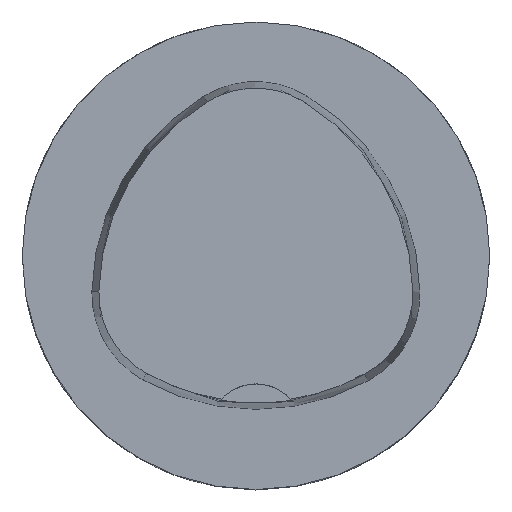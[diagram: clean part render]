
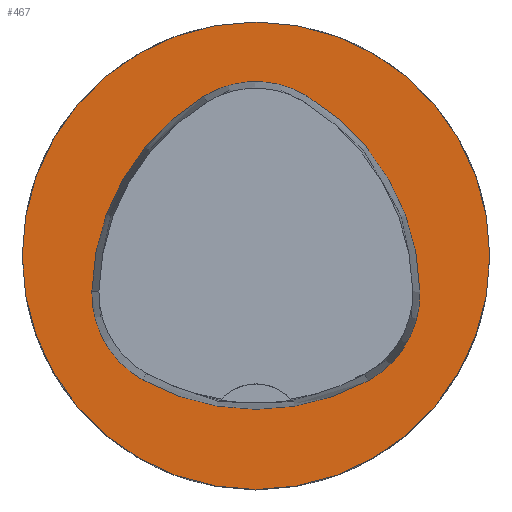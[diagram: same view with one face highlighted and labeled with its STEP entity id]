
A CAD part, top view. The second image highlights one B-rep face of the part: STEP entity #467.
In plain terms, the highlighted planar face has unit normal (0, 0, 1).
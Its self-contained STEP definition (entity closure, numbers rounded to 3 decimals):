
#467=ADVANCED_FACE('',(#1270,#1271),#823,.T.);
#823=PLANE('',#6662);
#1152=CIRCLE('',#6622,20.);
#1164=CIRCLE('',#6638,20.);
#1165=CIRCLE('',#6640,8.5);
#1166=CIRCLE('',#6642,20.);
#1167=CIRCLE('',#6644,8.5);
#1168=CIRCLE('',#6646,20.);
#1169=CIRCLE('',#6648,8.5);
#1270=FACE_BOUND('',#1404,.T.);
#1271=FACE_BOUND('',#1405,.T.);
#1404=EDGE_LOOP('',(#2284,#2285,#2286,#2287,#2288,#2289));
#1405=EDGE_LOOP('',(#2290));
#2284=ORIENTED_EDGE('',*,*,#4720,.T.);
#2285=ORIENTED_EDGE('',*,*,#4718,.T.);
#2286=ORIENTED_EDGE('',*,*,#4716,.T.);
#2287=ORIENTED_EDGE('',*,*,#4714,.T.);
#2288=ORIENTED_EDGE('',*,*,#4712,.T.);
#2289=ORIENTED_EDGE('',*,*,#4710,.T.);
#2290=ORIENTED_EDGE('',*,*,#4695,.F.);
#4066=VERTEX_POINT('',#9219);
#4078=VERTEX_POINT('',#9255);
#4079=VERTEX_POINT('',#9257);
#4080=VERTEX_POINT('',#9261);
#4081=VERTEX_POINT('',#9265);
#4082=VERTEX_POINT('',#9269);
#4083=VERTEX_POINT('',#9273);
#4695=EDGE_CURVE('',#4066,#4066,#1152,.T.);
#4710=EDGE_CURVE('',#4079,#4078,#1164,.T.);
#4712=EDGE_CURVE('',#4080,#4079,#1165,.T.);
#4714=EDGE_CURVE('',#4081,#4080,#1166,.T.);
#4716=EDGE_CURVE('',#4082,#4081,#1167,.T.);
#4718=EDGE_CURVE('',#4083,#4082,#1168,.T.);
#4720=EDGE_CURVE('',#4078,#4083,#1169,.T.);
#6622=AXIS2_PLACEMENT_3D('',#9218,#7393,#7394);
#6638=AXIS2_PLACEMENT_3D('',#9256,#7426,#7427);
#6640=AXIS2_PLACEMENT_3D('',#9260,#7431,#7432);
#6642=AXIS2_PLACEMENT_3D('',#9264,#7436,#7437);
#6644=AXIS2_PLACEMENT_3D('',#9268,#7441,#7442);
#6646=AXIS2_PLACEMENT_3D('',#9272,#7446,#7447);
#6648=AXIS2_PLACEMENT_3D('',#9276,#7451,#7452);
#6662=AXIS2_PLACEMENT_3D('',#9298,#7487,#7488);
#7393=DIRECTION('',(0.,0.,-1.));
#7394=DIRECTION('',(-1.,0.,0.));
#7426=DIRECTION('',(0.,0.,-1.));
#7427=DIRECTION('',(-1.,0.,0.));
#7431=DIRECTION('',(0.,0.,-1.));
#7432=DIRECTION('',(-1.,0.,0.));
#7436=DIRECTION('',(0.,0.,-1.));
#7437=DIRECTION('',(-1.,0.,0.));
#7441=DIRECTION('',(0.,0.,-1.));
#7442=DIRECTION('',(-1.,0.,0.));
#7446=DIRECTION('',(0.,0.,-1.));
#7447=DIRECTION('',(-1.,0.,0.));
#7451=DIRECTION('',(0.,0.,-1.));
#7452=DIRECTION('',(-1.,0.,0.));
#7487=DIRECTION('',(0.,0.,1.));
#7488=DIRECTION('',(1.,0.,0.));
#9218=CARTESIAN_POINT('',(0.,0.,0.));
#9219=CARTESIAN_POINT('',(-20.,0.,0.));
#9255=CARTESIAN_POINT('',(-9.655,-10.639,0.));
#9256=CARTESIAN_POINT('',(0.022,6.864,0.));
#9257=CARTESIAN_POINT('',(9.588,-10.699,0.));
#9260=CARTESIAN_POINT('',(5.522,-3.235,0.));
#9261=CARTESIAN_POINT('',(14.021,-3.075,0.));
#9264=CARTESIAN_POINT('',(-5.976,-3.45,0.));
#9265=CARTESIAN_POINT('',(4.347,13.68,0.));
#9268=CARTESIAN_POINT('',(-0.04,6.4,0.));
#9269=CARTESIAN_POINT('',(-4.472,13.653,0.));
#9272=CARTESIAN_POINT('',(5.955,-3.414,0.));
#9273=CARTESIAN_POINT('',(-14.041,-3.042,0.));
#9276=CARTESIAN_POINT('',(-5.543,-3.2,0.));
#9298=CARTESIAN_POINT('',(0.,0.,0.));
